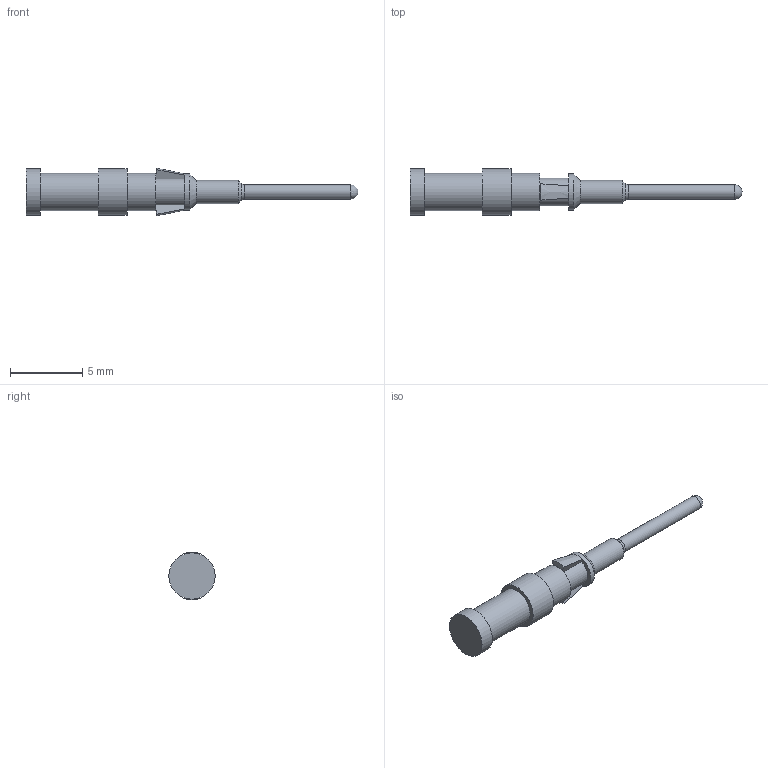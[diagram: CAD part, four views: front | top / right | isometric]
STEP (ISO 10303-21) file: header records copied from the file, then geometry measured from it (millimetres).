
FILE_DESCRIPTION(/* description */ (''),/* implementation_level */ '2;1');
FILE_NAME(/* name */ '61_1154_146_001_00.stp',/* time_stamp */ '2013-10-11T11:43:29+02:00',/* author */ (''),/* organization */ (''),/* preprocessor_version */ 'ST-DEVELOPER v14',/* originating_system */ 'SIEMENS PLM Software NX 8.0',/* authorisation */ '');
FILE_SCHEMA (('AUTOMOTIVE_DESIGN { 1 0 10303 214 3 1 1 1 }'));
Length unit declared in the file: millimetre
Products named in the file (1): cerl04106EAFhxxs
Bounding box: 23 x 3.2 x 3.3 mm (x, y, z)
Volume: 79 mm3; surface area: 165.6 mm2
Topology: 1 solids, 1 shells, 28 faces, 71 edges, 44 vertices
Faces by surface type: plane 10, cylinder 8, cone 6, torus 3, sphere 1
Full cylindrical faces by diameter (mm): 1 x1, 1.6 x1, 1.9 x1, 2.5 x1, 2.6 x2, 3.2 x2
Entity records: 778 total; most frequent: DIRECTION 144, CARTESIAN_POINT 121, ORIENTED_EDGE 106, AXIS2_PLACEMENT_3D 62, EDGE_CURVE 53, EDGE_LOOP 44, VERTEX_POINT 39, CIRCLE 33
